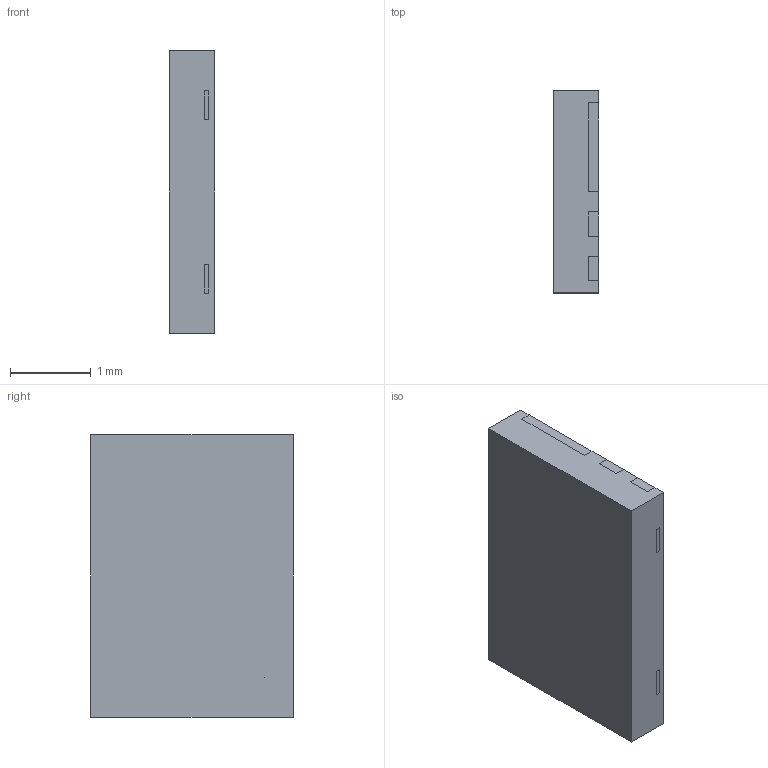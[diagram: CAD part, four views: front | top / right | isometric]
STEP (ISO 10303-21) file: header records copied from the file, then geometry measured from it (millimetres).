
FILE_DESCRIPTION(/* description */ ('Unknown'),/* implementation_level */ '2;1');
FILE_NAME(/* name */ 'DFN2535B-6 STP',/* time_stamp */ '2020-09-30T14:33:42+08:00',/* author */ ('Unknown'),/* organization */ ('Unknown'),/* preprocessor_version */ 'ST-DEVELOPER v16.7',/* originating_system */ 'DEX',/* authorisation */ $);
FILE_SCHEMA (('AUTOMOTIVE_DESIGN {1 0 10303 214 3 1 1}'));
Length unit declared in the file: millimetre
Products named in the file (3): DFN2535B-6; EMC; LDF
Assembly tree (2 placements, depth 2):
  DFN2535B-6
    EMC
    LDF
Bounding box: 0.56 x 2.5 x 3.5 mm (x, y, z)
Volume: 4.9 mm3; surface area: 47.1 mm2
Topology: 8 solids, 8 shells, 205 faces, 570 edges, 380 vertices
Faces by surface type: plane 171, cylinder 34
Entity records: 7322 total; most frequent: CARTESIAN_POINT 1158, ORIENTED_EDGE 1140, DIRECTION 1054, EDGE_CURVE 570, LINE 502, VECTOR 502, VERTEX_POINT 380, AXIS2_PLACEMENT_3D 276
